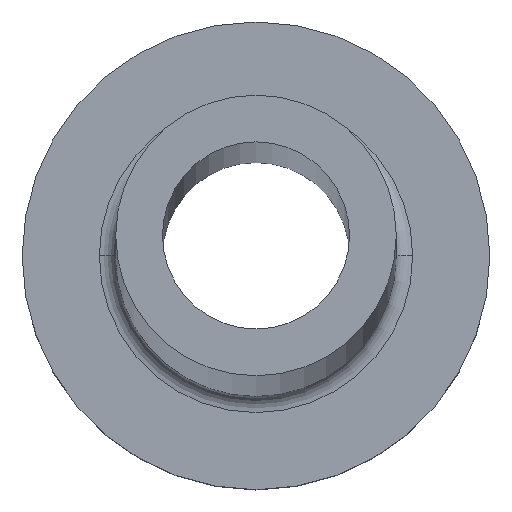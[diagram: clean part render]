
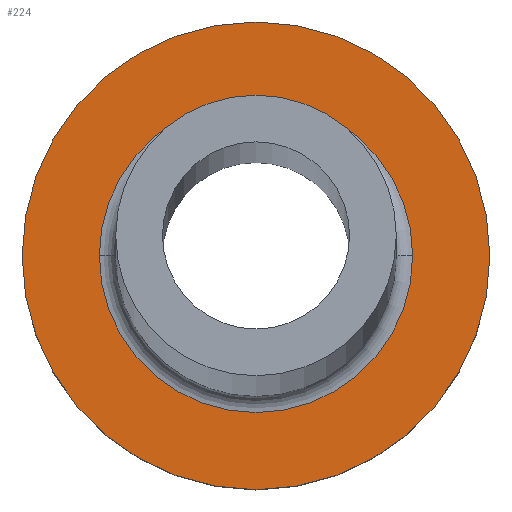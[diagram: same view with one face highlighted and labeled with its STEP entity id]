
A CAD part, top view. The second image highlights one B-rep face of the part: STEP entity #224.
In plain terms, the highlighted planar face has unit normal (0, 0, 1).
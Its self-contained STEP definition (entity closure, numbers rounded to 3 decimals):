
#1 = DIRECTION ( 'NONE',  ( 0., 0., -1. ) ) ;
#9 = CARTESIAN_POINT ( 'NONE',  ( 10., 0., 7. ) ) ;
#16 = CARTESIAN_POINT ( 'NONE',  ( -6.7, 0., 7. ) ) ;
#18 = AXIS2_PLACEMENT_3D ( 'NONE', #36, #1, #206 ) ;
#28 = EDGE_LOOP ( 'NONE', ( #127, #85 ) ) ;
#29 = EDGE_CURVE ( 'NONE', #375, #217, #191, .T. ) ;
#33 = EDGE_CURVE ( 'NONE', #217, #375, #231, .T. ) ;
#35 = DIRECTION ( 'NONE',  ( 1., 0., 0. ) ) ;
#36 = CARTESIAN_POINT ( 'NONE',  ( 0., 0., 7. ) ) ;
#39 = DIRECTION ( 'NONE',  ( 1., 0., 0. ) ) ;
#43 = CARTESIAN_POINT ( 'NONE',  ( -10., 0., 7. ) ) ;
#71 = CARTESIAN_POINT ( 'NONE',  ( 0., 0., 7. ) ) ;
#85 = ORIENTED_EDGE ( 'NONE', *, *, #33, .T. ) ;
#86 = DIRECTION ( 'NONE',  ( 0., 0., -1. ) ) ;
#88 = AXIS2_PLACEMENT_3D ( 'NONE', #71, #305, #39 ) ;
#104 = AXIS2_PLACEMENT_3D ( 'NONE', #226, #86, #201 ) ;
#127 = ORIENTED_EDGE ( 'NONE', *, *, #29, .T. ) ;
#147 = FACE_BOUND ( 'NONE', #308, .T. ) ;
#154 = CIRCLE ( 'NONE', #18, 6.7 ) ;
#163 = EDGE_CURVE ( 'NONE', #282, #240, #269, .T. ) ;
#173 = DIRECTION ( 'NONE',  ( 0., 0., 1. ) ) ;
#191 = CIRCLE ( 'NONE', #253, 10. ) ;
#201 = DIRECTION ( 'NONE',  ( 1., 0., 0. ) ) ;
#206 = DIRECTION ( 'NONE',  ( 1., 0., 0. ) ) ;
#209 = EDGE_CURVE ( 'NONE', #240, #282, #154, .T. ) ;
#214 = DIRECTION ( 'NONE',  ( 0., 0., 1. ) ) ;
#215 = CARTESIAN_POINT ( 'NONE',  ( 6.7, 0., 7. ) ) ;
#217 = VERTEX_POINT ( 'NONE', #9 ) ;
#224 = ADVANCED_FACE ( 'NONE', ( #147, #274 ), #266, .T. ) ;
#226 = CARTESIAN_POINT ( 'NONE',  ( 0., 0., 7. ) ) ;
#231 = CIRCLE ( 'NONE', #88, 10. ) ;
#237 = ORIENTED_EDGE ( 'NONE', *, *, #163, .T. ) ;
#240 = VERTEX_POINT ( 'NONE', #16 ) ;
#253 = AXIS2_PLACEMENT_3D ( 'NONE', #361, #214, #370 ) ;
#266 = PLANE ( 'NONE',  #288 ) ;
#269 = CIRCLE ( 'NONE', #104, 6.7 ) ;
#274 = FACE_OUTER_BOUND ( 'NONE', #28, .T. ) ;
#282 = VERTEX_POINT ( 'NONE', #215 ) ;
#288 = AXIS2_PLACEMENT_3D ( 'NONE', #299, #173, #35 ) ;
#299 = CARTESIAN_POINT ( 'NONE',  ( 0., 0., 7. ) ) ;
#305 = DIRECTION ( 'NONE',  ( 0., 0., 1. ) ) ;
#308 = EDGE_LOOP ( 'NONE', ( #237, #318 ) ) ;
#318 = ORIENTED_EDGE ( 'NONE', *, *, #209, .T. ) ;
#361 = CARTESIAN_POINT ( 'NONE',  ( 0., 0., 7. ) ) ;
#370 = DIRECTION ( 'NONE',  ( 1., 0., 0. ) ) ;
#375 = VERTEX_POINT ( 'NONE', #43 ) ;
